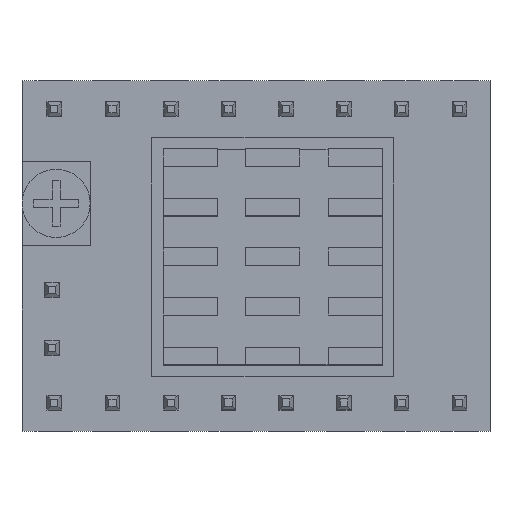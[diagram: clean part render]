
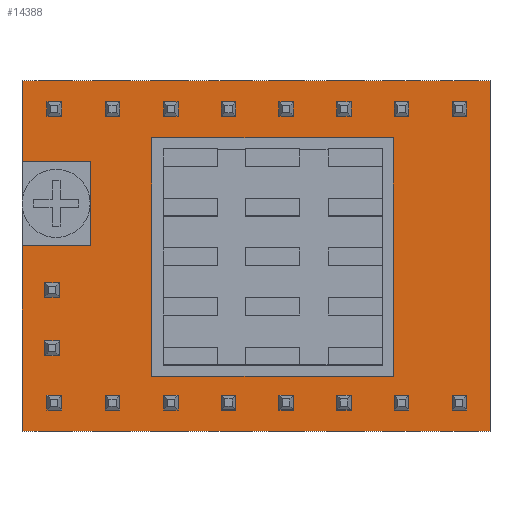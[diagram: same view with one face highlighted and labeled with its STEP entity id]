
A CAD part, top view. The second image highlights one B-rep face of the part: STEP entity #14388.
In plain terms, the highlighted planar face has unit normal (0, 0, 1).
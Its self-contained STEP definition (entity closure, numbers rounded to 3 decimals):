
#109=FACE_BOUND('',#1817,.T.);
#945=FACE_OUTER_BOUND('',#1816,.T.);
#1816=EDGE_LOOP('',(#11106,#11107,#11108,#11109));
#1817=EDGE_LOOP('',(#11110,#11111,#11112,#11113));
#3175=LINE('',#21341,#5103);
#3178=LINE('',#21346,#5106);
#3179=LINE('',#21349,#5107);
#3181=LINE('',#21352,#5109);
#3182=LINE('',#21356,#5110);
#3186=LINE('',#21364,#5114);
#3187=LINE('',#21366,#5115);
#3188=LINE('',#21367,#5116);
#5103=VECTOR('',#17539,10.);
#5106=VECTOR('',#17544,10.);
#5107=VECTOR('',#17547,10.);
#5109=VECTOR('',#17551,10.);
#5110=VECTOR('',#17554,10.);
#5114=VECTOR('',#17560,1000.);
#5115=VECTOR('',#17561,1000.);
#5116=VECTOR('',#17562,1000.);
#6676=VERTEX_POINT('',#21338);
#6677=VERTEX_POINT('',#21340);
#6678=VERTEX_POINT('',#21344);
#6679=VERTEX_POINT('',#21348);
#6680=VERTEX_POINT('',#21354);
#6681=VERTEX_POINT('',#21355);
#6684=VERTEX_POINT('',#21363);
#6685=VERTEX_POINT('',#21365);
#8243=EDGE_CURVE('',#6677,#6676,#3175,.T.);
#8246=EDGE_CURVE('',#6676,#6678,#3178,.T.);
#8247=EDGE_CURVE('',#6679,#6677,#3179,.T.);
#8249=EDGE_CURVE('',#6678,#6679,#3181,.T.);
#8250=EDGE_CURVE('',#6680,#6681,#3182,.T.);
#8254=EDGE_CURVE('',#6681,#6684,#3186,.T.);
#8255=EDGE_CURVE('',#6685,#6684,#3187,.T.);
#8256=EDGE_CURVE('',#6685,#6680,#3188,.T.);
#11106=ORIENTED_EDGE('',*,*,#8250,.T.);
#11107=ORIENTED_EDGE('',*,*,#8254,.T.);
#11108=ORIENTED_EDGE('',*,*,#8255,.F.);
#11109=ORIENTED_EDGE('',*,*,#8256,.T.);
#11110=ORIENTED_EDGE('',*,*,#8249,.T.);
#11111=ORIENTED_EDGE('',*,*,#8247,.T.);
#11112=ORIENTED_EDGE('',*,*,#8243,.T.);
#11113=ORIENTED_EDGE('',*,*,#8246,.T.);
#13534=PLANE('',#15340);
#14388=ADVANCED_FACE('',(#945,#109),#13534,.F.);
#15340=AXIS2_PLACEMENT_3D('',#21362,#17558,#17559);
#17539=DIRECTION('',(0.,-1.,0.));
#17544=DIRECTION('',(-1.,0.,0.));
#17547=DIRECTION('',(1.,0.,0.));
#17551=DIRECTION('',(0.,1.,0.));
#17554=DIRECTION('',(0.,-1.,0.));
#17558=DIRECTION('center_axis',(0.,0.,-1.));
#17559=DIRECTION('ref_axis',(-1.,0.,0.));
#17560=DIRECTION('',(1.,0.,0.));
#17561=DIRECTION('',(0.,-1.,0.));
#17562=DIRECTION('',(-1.,0.,0.));
#21338=CARTESIAN_POINT('',(6.05,-5.305,1.63));
#21340=CARTESIAN_POINT('',(6.05,5.195,1.63));
#21341=CARTESIAN_POINT('',(6.05,-2.653,1.63));
#21344=CARTESIAN_POINT('',(-4.59,-5.305,1.63));
#21346=CARTESIAN_POINT('',(-2.295,-5.305,1.63));
#21348=CARTESIAN_POINT('',(-4.59,5.195,1.63));
#21349=CARTESIAN_POINT('',(3.025,5.195,1.63));
#21352=CARTESIAN_POINT('',(-4.59,2.598,1.63));
#21354=CARTESIAN_POINT('',(-10.3,7.715,1.63));
#21355=CARTESIAN_POINT('',(-10.3,-7.715,1.63));
#21356=CARTESIAN_POINT('',(-10.3,0.,1.63));
#21362=CARTESIAN_POINT('Origin',(0.,0.,1.63));
#21363=CARTESIAN_POINT('',(10.3,-7.715,1.63));
#21364=CARTESIAN_POINT('',(10.3,-7.715,1.63));
#21365=CARTESIAN_POINT('',(10.3,7.715,1.63));
#21366=CARTESIAN_POINT('',(10.3,0.,1.63));
#21367=CARTESIAN_POINT('',(10.3,7.715,1.63));
